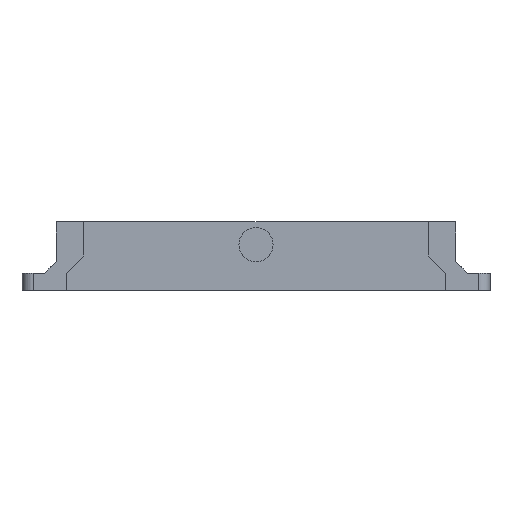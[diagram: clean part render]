
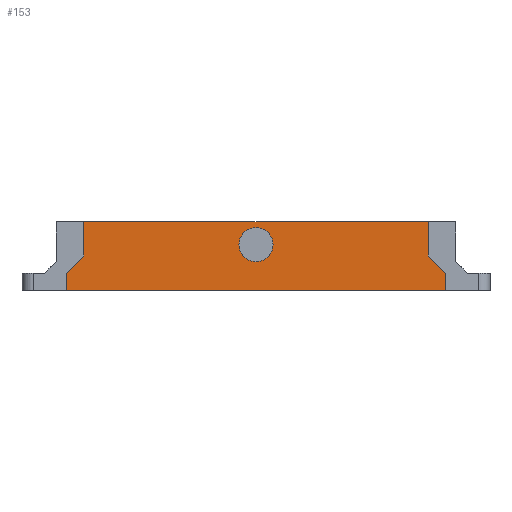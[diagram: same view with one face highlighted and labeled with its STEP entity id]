
A CAD part, front view. The second image highlights one B-rep face of the part: STEP entity #153.
In plain terms, the highlighted planar face has unit normal (0, -1, 0).
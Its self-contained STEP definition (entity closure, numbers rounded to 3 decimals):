
#2 = VECTOR ( 'NONE', #89, 1000. ) ;
#89 = DIRECTION ( 'NONE',  ( 1., 0., 0. ) ) ;
#106 = CARTESIAN_POINT ( 'NONE',  ( 0., 47.5, 12. ) ) ;
#127 = VECTOR ( 'NONE', #383, 1000. ) ;
#134 = DIRECTION ( 'NONE',  ( 0., 0., -1. ) ) ;
#153 = ADVANCED_FACE ( 'NONE', ( #1437, #490 ), #1866, .F. ) ;
#203 = DIRECTION ( 'NONE',  ( 0., 1., 0. ) ) ;
#218 = CARTESIAN_POINT ( 'NONE',  ( 12.1, 47.5, 24.1 ) ) ;
#227 = VERTEX_POINT ( 'NONE', #1875 ) ;
#235 = VERTEX_POINT ( 'NONE', #1903 ) ;
#243 = VERTEX_POINT ( 'NONE', #466 ) ;
#283 = ORIENTED_EDGE ( 'NONE', *, *, #1674, .F. ) ;
#291 = VECTOR ( 'NONE', #1802, 1000. ) ;
#343 = DIRECTION ( 'NONE',  ( 0., 0., -1. ) ) ;
#358 = EDGE_CURVE ( 'NONE', #235, #243, #1921, .T. ) ;
#383 = DIRECTION ( 'NONE',  ( -0.707, 0., 0.707 ) ) ;
#411 = CARTESIAN_POINT ( 'NONE',  ( -30.2, 47.5, 6. ) ) ;
#413 = CARTESIAN_POINT ( 'NONE',  ( -12.1, 47.5, 24.1 ) ) ;
#440 = VECTOR ( 'NONE', #1035, 1000. ) ;
#442 = LINE ( 'NONE', #106, #570 ) ;
#457 = EDGE_CURVE ( 'NONE', #495, #1454, #442, .T. ) ;
#466 = CARTESIAN_POINT ( 'NONE',  ( 30.2, 47.5, 6. ) ) ;
#470 = DIRECTION ( 'NONE',  ( 0., 0., 1. ) ) ;
#475 = CARTESIAN_POINT ( 'NONE',  ( 0., 47.5, 12. ) ) ;
#490 = FACE_OUTER_BOUND ( 'NONE', #1928, .T. ) ;
#495 = VERTEX_POINT ( 'NONE', #1343 ) ;
#514 = VERTEX_POINT ( 'NONE', #411 ) ;
#523 = VERTEX_POINT ( 'NONE', #1862 ) ;
#559 = ORIENTED_EDGE ( 'NONE', *, *, #1293, .T. ) ;
#561 = VERTEX_POINT ( 'NONE', #880 ) ;
#570 = VECTOR ( 'NONE', #1511, 1000. ) ;
#611 = CIRCLE ( 'NONE', #939, 3. ) ;
#625 = CARTESIAN_POINT ( 'NONE',  ( -33.2, 47.5, 0. ) ) ;
#675 = VECTOR ( 'NONE', #470, 1000. ) ;
#679 = CARTESIAN_POINT ( 'NONE',  ( 0., 47.5, 8. ) ) ;
#682 = EDGE_CURVE ( 'NONE', #514, #561, #1810, .T. ) ;
#714 = CARTESIAN_POINT ( 'NONE',  ( 33.2, 47.5, 0. ) ) ;
#736 = CIRCLE ( 'NONE', #1745, 3. ) ;
#771 = ORIENTED_EDGE ( 'NONE', *, *, #1611, .F. ) ;
#876 = EDGE_CURVE ( 'NONE', #227, #523, #736, .T. ) ;
#880 = CARTESIAN_POINT ( 'NONE',  ( -33.2, 47.5, 3. ) ) ;
#912 = ORIENTED_EDGE ( 'NONE', *, *, #457, .F. ) ;
#939 = AXIS2_PLACEMENT_3D ( 'NONE', #1835, #1519, #134 ) ;
#957 = CARTESIAN_POINT ( 'NONE',  ( 30.2, 47.5, 12. ) ) ;
#970 = LINE ( 'NONE', #957, #1584 ) ;
#1035 = DIRECTION ( 'NONE',  ( -0.707, 0., -0.707 ) ) ;
#1163 = EDGE_CURVE ( 'NONE', #1382, #235, #1235, .T. ) ;
#1169 = LINE ( 'NONE', #1499, #2 ) ;
#1235 = LINE ( 'NONE', #1860, #675 ) ;
#1293 = EDGE_CURVE ( 'NONE', #561, #1494, #1412, .T. ) ;
#1298 = DIRECTION ( 'NONE',  ( 0., 0., -1. ) ) ;
#1300 = DIRECTION ( 'NONE',  ( 0., -1., 0. ) ) ;
#1322 = ORIENTED_EDGE ( 'NONE', *, *, #358, .T. ) ;
#1337 = LINE ( 'NONE', #1951, #291 ) ;
#1343 = CARTESIAN_POINT ( 'NONE',  ( -30.2, 47.5, 12. ) ) ;
#1355 = AXIS2_PLACEMENT_3D ( 'NONE', #475, #203, #1417 ) ;
#1379 = ORIENTED_EDGE ( 'NONE', *, *, #1901, .T. ) ;
#1382 = VERTEX_POINT ( 'NONE', #714 ) ;
#1402 = EDGE_LOOP ( 'NONE', ( #1608, #771 ) ) ;
#1412 = LINE ( 'NONE', #1600, #1682 ) ;
#1417 = DIRECTION ( 'NONE',  ( 0., 0., 1. ) ) ;
#1437 = FACE_BOUND ( 'NONE', #1402, .T. ) ;
#1440 = EDGE_CURVE ( 'NONE', #1494, #1382, #1169, .T. ) ;
#1454 = VERTEX_POINT ( 'NONE', #1652 ) ;
#1485 = ORIENTED_EDGE ( 'NONE', *, *, #1163, .T. ) ;
#1494 = VERTEX_POINT ( 'NONE', #625 ) ;
#1499 = CARTESIAN_POINT ( 'NONE',  ( 0., 47.5, 0. ) ) ;
#1511 = DIRECTION ( 'NONE',  ( 1., 0., 0. ) ) ;
#1519 = DIRECTION ( 'NONE',  ( 0., -1., 0. ) ) ;
#1584 = VECTOR ( 'NONE', #1598, 1000. ) ;
#1598 = DIRECTION ( 'NONE',  ( 0., 0., -1. ) ) ;
#1600 = CARTESIAN_POINT ( 'NONE',  ( -33.2, 47.5, 0. ) ) ;
#1608 = ORIENTED_EDGE ( 'NONE', *, *, #876, .F. ) ;
#1611 = EDGE_CURVE ( 'NONE', #523, #227, #611, .T. ) ;
#1652 = CARTESIAN_POINT ( 'NONE',  ( 30.2, 47.5, 12. ) ) ;
#1674 = EDGE_CURVE ( 'NONE', #1454, #243, #970, .T. ) ;
#1682 = VECTOR ( 'NONE', #1298, 1000. ) ;
#1745 = AXIS2_PLACEMENT_3D ( 'NONE', #679, #1300, #343 ) ;
#1777 = ORIENTED_EDGE ( 'NONE', *, *, #682, .T. ) ;
#1802 = DIRECTION ( 'NONE',  ( 0., 0., -1. ) ) ;
#1810 = LINE ( 'NONE', #413, #440 ) ;
#1830 = ORIENTED_EDGE ( 'NONE', *, *, #1440, .T. ) ;
#1835 = CARTESIAN_POINT ( 'NONE',  ( 0., 47.5, 8. ) ) ;
#1860 = CARTESIAN_POINT ( 'NONE',  ( 33.2, 47.5, 0. ) ) ;
#1862 = CARTESIAN_POINT ( 'NONE',  ( 0., 47.5, 11. ) ) ;
#1866 = PLANE ( 'NONE',  #1355 ) ;
#1875 = CARTESIAN_POINT ( 'NONE',  ( 0., 47.5, 5. ) ) ;
#1901 = EDGE_CURVE ( 'NONE', #495, #514, #1337, .T. ) ;
#1903 = CARTESIAN_POINT ( 'NONE',  ( 33.2, 47.5, 3. ) ) ;
#1921 = LINE ( 'NONE', #218, #127 ) ;
#1928 = EDGE_LOOP ( 'NONE', ( #1379, #1777, #559, #1830, #1485, #1322, #283, #912 ) ) ;
#1951 = CARTESIAN_POINT ( 'NONE',  ( -30.2, 47.5, 12. ) ) ;
